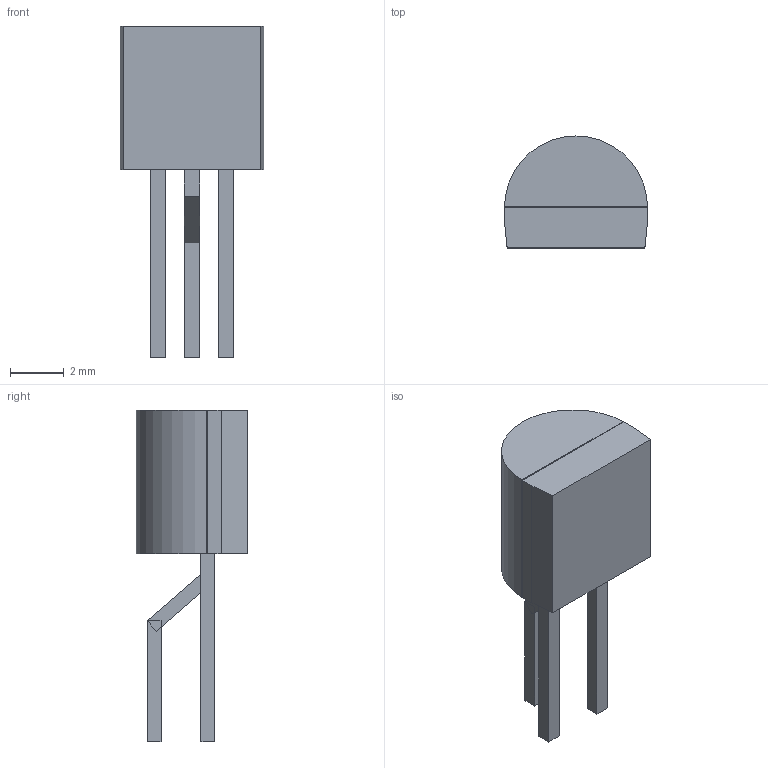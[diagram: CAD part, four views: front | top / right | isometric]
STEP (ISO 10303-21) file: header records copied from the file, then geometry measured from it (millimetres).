
FILE_DESCRIPTION (( 'STEP AP214' ), '1' );
FILE_NAME ('User Library-TO-92-3.STEP', '2014-01-22T04:52:24', ( 'Windows User' ), ( '' ), 'SwSTEP 2.0', 'SolidWorks 2014', '' );
FILE_SCHEMA (( 'AUTOMOTIVE_DESIGN' ));
Length unit declared in the file: millimetre
Products named in the file (8): User Library-TO-92-3; User Library-TO-92-3_Cylinder; User Library-TO-92-3_Chamfer; User Library-TO-92-3_Box005; User Library-TO-92-3_Box002; User Library-TO-92-3_Box001; User Library-TO-92-3_Box003; User Library-TO-92-3_Box004
Assembly tree (7 placements, depth 2):
  User Library-TO-92-3
    User Library-TO-92-3_Cylinder
    User Library-TO-92-3_Chamfer
    User Library-TO-92-3_Box001
    User Library-TO-92-3_Box003
    User Library-TO-92-3_Box005
    User Library-TO-92-3_Box002
    User Library-TO-92-3_Box004
Bounding box: 5.32 x 4.16 x 12.33 mm (x, y, z)
Volume: 108.6 mm3; surface area: 234.4 mm2
Topology: 7 solids, 7 shells, 42 faces, 84 edges, 56 vertices
Faces by surface type: plane 41, cylinder 1
Entity records: 1862 total; most frequent: CARTESIAN_POINT 192, DIRECTION 190, ORIENTED_EDGE 168, EDGE_CURVE 84, VECTOR 82, LINE 82, UNCERTAINTY_MEASURE_WITH_UNIT 64, VERTEX_POINT 56
